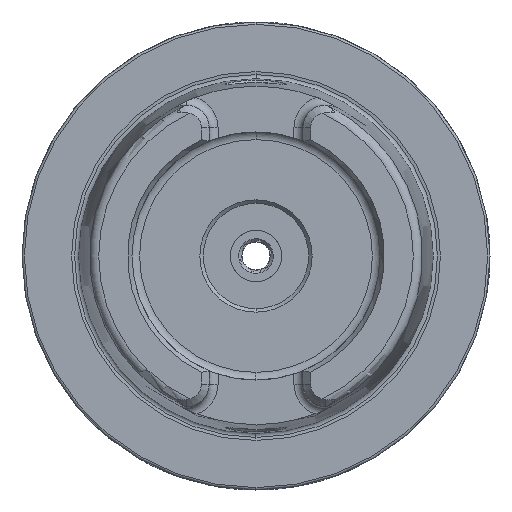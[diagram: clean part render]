
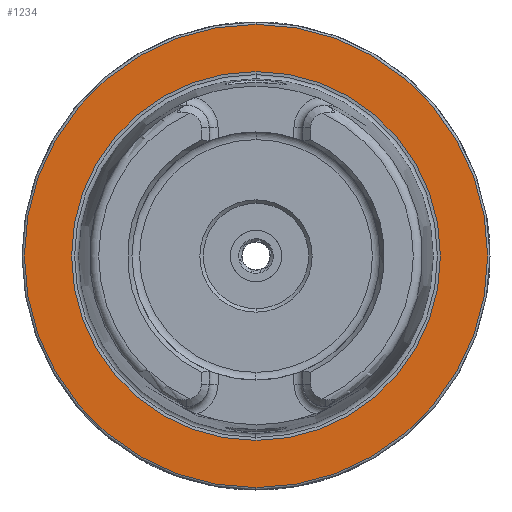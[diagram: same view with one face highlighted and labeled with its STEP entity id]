
A CAD part, left-side view. The second image highlights one B-rep face of the part: STEP entity #1234.
In plain terms, the highlighted planar face has unit normal (-1, 0, 0).
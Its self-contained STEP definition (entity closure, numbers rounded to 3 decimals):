
#440 = EDGE_CURVE ( 'NONE', #6478, #6145, #7430, .T. ) ;
#600 = EDGE_CURVE ( 'NONE', #2287, #2628, #11650, .T. ) ;
#798 = CARTESIAN_POINT ( 'NONE',  ( 0., 0., -39.405 ) ) ;
#1149 = EDGE_LOOP ( 'NONE', ( #9643, #11588 ) ) ;
#1234 = ADVANCED_FACE ( 'NONE', ( #2337, #4587 ), #8817, .F. ) ;
#1774 = CARTESIAN_POINT ( 'NONE',  ( 0., 0., 0. ) ) ;
#1977 = CIRCLE ( 'NONE', #5982, 39.405 ) ;
#2122 = ORIENTED_EDGE ( 'NONE', *, *, #440, .T. ) ;
#2287 = VERTEX_POINT ( 'NONE', #11515 ) ;
#2337 = FACE_BOUND ( 'NONE', #1149, .T. ) ;
#2347 = DIRECTION ( 'NONE',  ( -1., 0., 0. ) ) ;
#2504 = DIRECTION ( 'NONE',  ( -1., 0., 0. ) ) ;
#2540 = AXIS2_PLACEMENT_3D ( 'NONE', #1774, #7627, #10690 ) ;
#2628 = VERTEX_POINT ( 'NONE', #798 ) ;
#3138 = AXIS2_PLACEMENT_3D ( 'NONE', #4527, #11230, #5481 ) ;
#3760 = AXIS2_PLACEMENT_3D ( 'NONE', #9219, #4014, #5895 ) ;
#4014 = DIRECTION ( 'NONE',  ( 1., 0., 0. ) ) ;
#4234 = CARTESIAN_POINT ( 'NONE',  ( 0., 0., 0. ) ) ;
#4527 = CARTESIAN_POINT ( 'NONE',  ( 0., 0., 0. ) ) ;
#4587 = FACE_OUTER_BOUND ( 'NONE', #5663, .T. ) ;
#5097 = EDGE_CURVE ( 'NONE', #2628, #2287, #1977, .T. ) ;
#5223 = DIRECTION ( 'NONE',  ( 0., 0., 1. ) ) ;
#5481 = DIRECTION ( 'NONE',  ( 0., 0., 1. ) ) ;
#5663 = EDGE_LOOP ( 'NONE', ( #7533, #2122 ) ) ;
#5786 = CIRCLE ( 'NONE', #3138, 49.5 ) ;
#5895 = DIRECTION ( 'NONE',  ( 0., 0., -1. ) ) ;
#5982 = AXIS2_PLACEMENT_3D ( 'NONE', #8221, #2504, #9184 ) ;
#6145 = VERTEX_POINT ( 'NONE', #9916 ) ;
#6478 = VERTEX_POINT ( 'NONE', #11415 ) ;
#7049 = EDGE_CURVE ( 'NONE', #6145, #6478, #5786, .T. ) ;
#7430 = CIRCLE ( 'NONE', #2540, 49.5 ) ;
#7533 = ORIENTED_EDGE ( 'NONE', *, *, #7049, .T. ) ;
#7627 = DIRECTION ( 'NONE',  ( -1., 0., 0. ) ) ;
#8221 = CARTESIAN_POINT ( 'NONE',  ( 0., 0., 0. ) ) ;
#8817 = PLANE ( 'NONE',  #3760 ) ;
#9184 = DIRECTION ( 'NONE',  ( 0., 0., 1. ) ) ;
#9219 = CARTESIAN_POINT ( 'NONE',  ( 0., 49.5, 0. ) ) ;
#9643 = ORIENTED_EDGE ( 'NONE', *, *, #600, .F. ) ;
#9916 = CARTESIAN_POINT ( 'NONE',  ( 0., 0., 49.5 ) ) ;
#10228 = AXIS2_PLACEMENT_3D ( 'NONE', #4234, #2347, #5223 ) ;
#10690 = DIRECTION ( 'NONE',  ( 0., 0., 1. ) ) ;
#11230 = DIRECTION ( 'NONE',  ( -1., 0., 0. ) ) ;
#11415 = CARTESIAN_POINT ( 'NONE',  ( 0., 0., -49.5 ) ) ;
#11515 = CARTESIAN_POINT ( 'NONE',  ( 0., 0., 39.405 ) ) ;
#11588 = ORIENTED_EDGE ( 'NONE', *, *, #5097, .F. ) ;
#11650 = CIRCLE ( 'NONE', #10228, 39.405 ) ;
